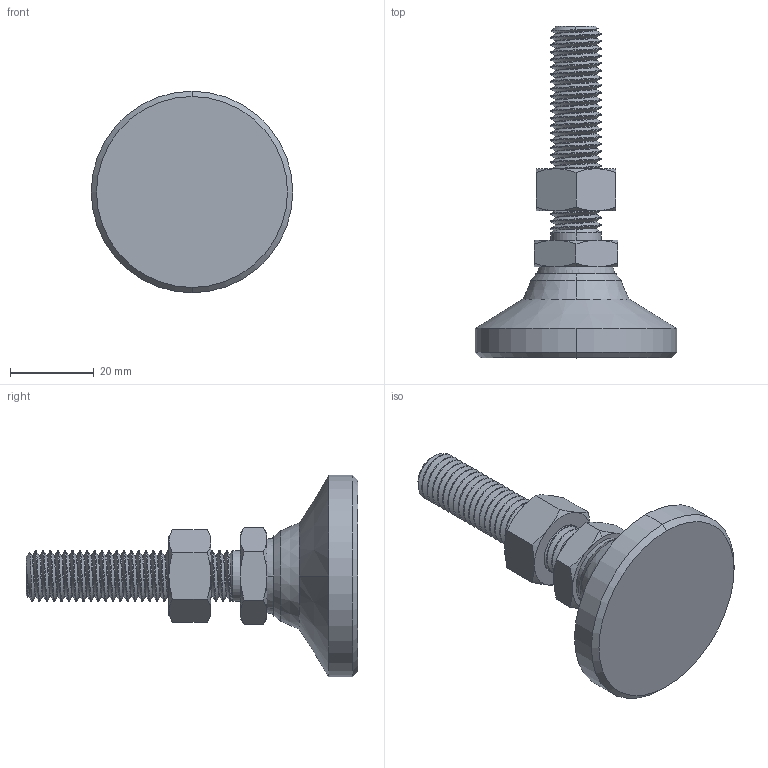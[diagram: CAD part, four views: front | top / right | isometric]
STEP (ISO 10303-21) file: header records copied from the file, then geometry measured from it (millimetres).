
FILE_DESCRIPTION (( 'STEP AP214' ), '1' );
FILE_NAME ('M12 Stem Mt Leveling Ft-2000kg(00DLF-3600-001-00).step', '2023-08-22T17:28:21', ( '' ), ( '' ), 'SwSTEP 2.0', 'SolidWorks 2020', '' );
FILE_SCHEMA (( 'AUTOMOTIVE_DESIGN' ));
Length unit declared in the file: millimetre
Products named in the file (1): M12 Stem Mt Leveling Ft-2000kg(00DLF-3600-001-00)
Bounding box: 48 x 79 x 48 mm (x, y, z)
Volume: 31943.3 mm3; surface area: 11365.9 mm2
Topology: 3 solids, 3 shells, 130 faces, 339 edges, 210 vertices
Faces by surface type: cylinder 61, cone 43, plane 19, bspline 7
Entity records: 10275 total; most frequent: CARTESIAN_POINT 7515, ORIENTED_EDGE 662, DIRECTION 471, EDGE_CURVE 331, VERTEX_POINT 210, AXIS2_PLACEMENT_3D 190, EDGE_LOOP 135, ADVANCED_FACE 130
